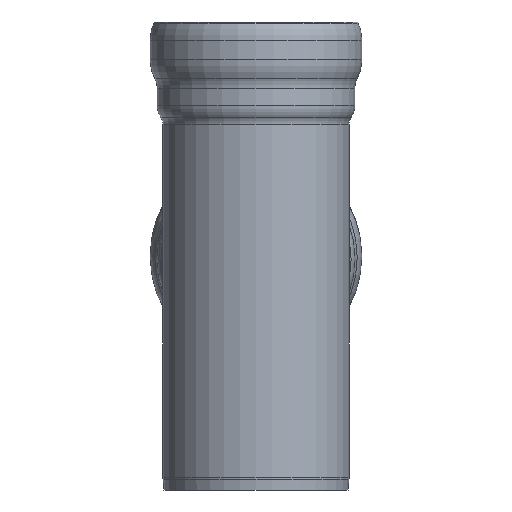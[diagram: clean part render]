
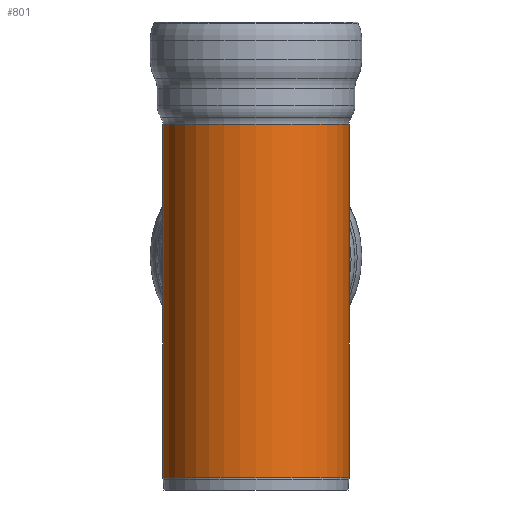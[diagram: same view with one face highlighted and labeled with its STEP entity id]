
A CAD part, left-side view. The second image highlights one B-rep face of the part: STEP entity #801.
In plain terms, the highlighted cylindrical face has radius 795 mm (diameter 1590 mm), a full revolution.
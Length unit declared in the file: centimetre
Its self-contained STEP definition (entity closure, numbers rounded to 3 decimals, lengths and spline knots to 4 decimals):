
#25=CYLINDRICAL_SURFACE('',#866,79.5);
#45=CIRCLE('',#861,79.5);
#46=CIRCLE('',#862,79.5);
#49=CIRCLE('',#867,79.5);
#50=CIRCLE('',#868,79.5);
#161=FACE_OUTER_BOUND('',#208,.T.);
#208=EDGE_LOOP('',(#553,#554,#555,#556,#557,#558,#559,#560,#561,#562,#563,
#564));
#257=LINE('',#1375,#281);
#258=LINE('',#1377,#282);
#281=VECTOR('',#1047,79.5);
#282=VECTOR('',#1048,79.5);
#302=ELLIPSE('',#849,115.4928,79.5);
#305=ELLIPSE('',#852,115.4928,79.5);
#306=ELLIPSE('',#854,109.5986,79.5);
#309=ELLIPSE('',#857,109.5986,79.5);
#316=VERTEX_POINT('',#1341);
#317=VERTEX_POINT('',#1342);
#321=VERTEX_POINT('',#1350);
#322=VERTEX_POINT('',#1354);
#326=VERTEX_POINT('',#1364);
#327=VERTEX_POINT('',#1366);
#329=VERTEX_POINT('',#1376);
#330=VERTEX_POINT('',#1378);
#400=EDGE_CURVE('',#316,#317,#302,.T.);
#405=EDGE_CURVE('',#317,#321,#305,.T.);
#406=EDGE_CURVE('',#321,#322,#306,.T.);
#409=EDGE_CURVE('',#322,#316,#309,.T.);
#412=EDGE_CURVE('',#326,#327,#45,.T.);
#413=EDGE_CURVE('',#327,#326,#46,.T.);
#417=EDGE_CURVE('',#327,#322,#257,.T.);
#418=EDGE_CURVE('',#317,#329,#258,.T.);
#419=EDGE_CURVE('',#329,#330,#49,.T.);
#420=EDGE_CURVE('',#330,#329,#50,.T.);
#553=ORIENTED_EDGE('',*,*,#412,.F.);
#554=ORIENTED_EDGE('',*,*,#413,.F.);
#555=ORIENTED_EDGE('',*,*,#417,.T.);
#556=ORIENTED_EDGE('',*,*,#409,.T.);
#557=ORIENTED_EDGE('',*,*,#400,.T.);
#558=ORIENTED_EDGE('',*,*,#418,.T.);
#559=ORIENTED_EDGE('',*,*,#419,.T.);
#560=ORIENTED_EDGE('',*,*,#420,.T.);
#561=ORIENTED_EDGE('',*,*,#418,.F.);
#562=ORIENTED_EDGE('',*,*,#405,.T.);
#563=ORIENTED_EDGE('',*,*,#406,.T.);
#564=ORIENTED_EDGE('',*,*,#417,.F.);
#801=ADVANCED_FACE('',(#161),#25,.T.);
#849=AXIS2_PLACEMENT_3D('',#1343,#1008,#1009);
#852=AXIS2_PLACEMENT_3D('',#1352,#1016,#1017);
#854=AXIS2_PLACEMENT_3D('',#1355,#1020,#1021);
#857=AXIS2_PLACEMENT_3D('',#1359,#1026,#1027);
#861=AXIS2_PLACEMENT_3D('',#1367,#1034,#1035);
#862=AXIS2_PLACEMENT_3D('',#1368,#1036,#1037);
#866=AXIS2_PLACEMENT_3D('',#1374,#1045,#1046);
#867=AXIS2_PLACEMENT_3D('',#1379,#1049,#1050);
#868=AXIS2_PLACEMENT_3D('',#1380,#1051,#1052);
#1008=DIRECTION('center_axis',(-0.725,0.,
0.688));
#1009=DIRECTION('ref_axis',(-0.688,0.,-0.725));
#1016=DIRECTION('center_axis',(-0.725,0.,
0.688));
#1017=DIRECTION('ref_axis',(-0.688,0.,-0.725));
#1020=DIRECTION('center_axis',(-0.688,0.,
-0.725));
#1021=DIRECTION('ref_axis',(-0.725,0.,0.688));
#1026=DIRECTION('center_axis',(-0.688,0.,
-0.725));
#1027=DIRECTION('ref_axis',(-0.725,0.,0.688));
#1034=DIRECTION('center_axis',(0.,0.,-1.));
#1035=DIRECTION('ref_axis',(1.,0.,0.));
#1036=DIRECTION('center_axis',(0.,0.,-1.));
#1037=DIRECTION('ref_axis',(1.,0.,0.));
#1045=DIRECTION('center_axis',(0.,0.,-1.));
#1046=DIRECTION('ref_axis',(-1.,0.,0.));
#1047=DIRECTION('',(0.,0.,1.));
#1048=DIRECTION('',(0.,0.,1.));
#1049=DIRECTION('center_axis',(0.,0.,-1.));
#1050=DIRECTION('ref_axis',(1.,0.,0.));
#1051=DIRECTION('center_axis',(0.,0.,-1.));
#1052=DIRECTION('ref_axis',(1.,0.,0.));
#1341=CARTESIAN_POINT('',(103.5307,139.2728,50.));
#1342=CARTESIAN_POINT('',(183.0307,218.7728,133.7755));
#1343=CARTESIAN_POINT('Origin',(103.5307,218.7728,50.));
#1350=CARTESIAN_POINT('',(103.5307,298.2728,50.));
#1352=CARTESIAN_POINT('Origin',(103.5307,218.7728,50.));
#1354=CARTESIAN_POINT('',(183.0307,218.7728,-25.4427));
#1355=CARTESIAN_POINT('Origin',(103.5307,218.7728,50.));
#1359=CARTESIAN_POINT('Origin',(103.5307,218.7728,50.));
#1364=CARTESIAN_POINT('',(103.5307,139.2728,-129.3451));
#1366=CARTESIAN_POINT('',(183.0307,218.7728,-129.3451));
#1367=CARTESIAN_POINT('Origin',(103.5307,218.7728,-129.3451));
#1368=CARTESIAN_POINT('Origin',(103.5307,218.7728,-129.3451));
#1374=CARTESIAN_POINT('Origin',(103.5307,218.7728,56.1815));
#1375=CARTESIAN_POINT('',(183.0307,218.7728,56.1815));
#1376=CARTESIAN_POINT('',(183.0307,218.7728,172.4723));
#1377=CARTESIAN_POINT('',(183.0307,218.7728,56.1815));
#1378=CARTESIAN_POINT('',(103.5307,139.2728,172.4723));
#1379=CARTESIAN_POINT('Origin',(103.5307,218.7728,172.4723));
#1380=CARTESIAN_POINT('Origin',(103.5307,218.7728,172.4723));
